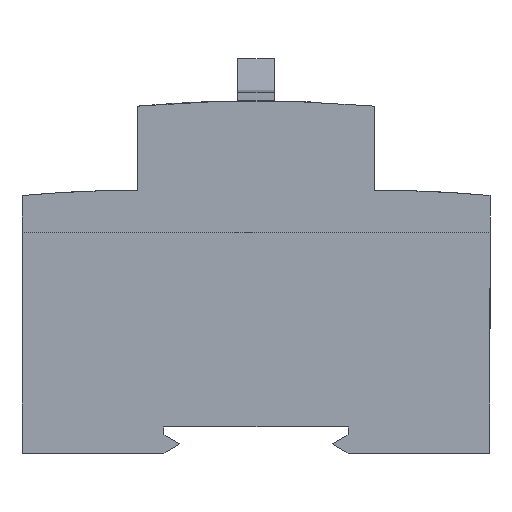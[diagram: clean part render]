
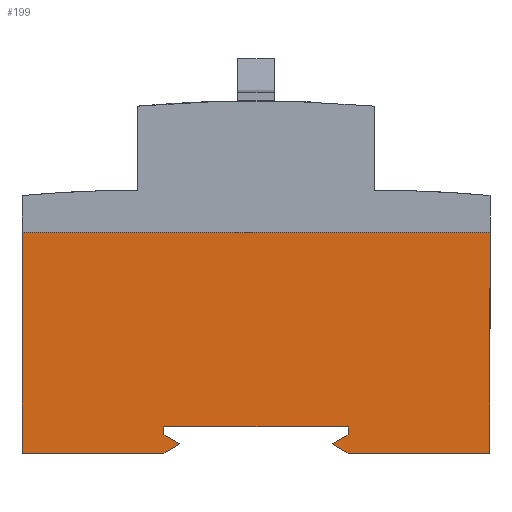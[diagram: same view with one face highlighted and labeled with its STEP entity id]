
A CAD part, left-side view. The second image highlights one B-rep face of the part: STEP entity #199.
In plain terms, the highlighted planar face has unit normal (-1, 0, 0).
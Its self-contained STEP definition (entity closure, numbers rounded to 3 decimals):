
#2 = VERTEX_POINT ( 'NONE', #1350 ) ;
#9 = VERTEX_POINT ( 'NONE', #1348 ) ;
#12 = EDGE_CURVE ( 'NONE', #9, #2, #1408, .T. ) ;
#115 = ORIENTED_EDGE ( 'NONE', *, *, #318, .F. ) ;
#143 = ORIENTED_EDGE ( 'NONE', *, *, #144, .T. ) ;
#144 = EDGE_CURVE ( 'NONE', #193, #2, #1845, .T. ) ;
#145 = ORIENTED_EDGE ( 'NONE', *, *, #12, .F. ) ;
#146 = ORIENTED_EDGE ( 'NONE', *, *, #147, .F. ) ;
#147 = EDGE_CURVE ( 'NONE', #148, #9, #1841, .T. ) ;
#148 = VERTEX_POINT ( 'NONE', #1901 ) ;
#149 = ORIENTED_EDGE ( 'NONE', *, *, #150, .F. ) ;
#150 = EDGE_CURVE ( 'NONE', #151, #148, #1900, .T. ) ;
#151 = VERTEX_POINT ( 'NONE', #1896 ) ;
#193 = VERTEX_POINT ( 'NONE', #1965 ) ;
#195 = EDGE_CURVE ( 'NONE', #196, #193, #1964, .T. ) ;
#196 = VERTEX_POINT ( 'NONE', #1960 ) ;
#199 = ADVANCED_FACE ( 'NONE', ( #2014 ), #1999, .T. ) ;
#200 = EDGE_LOOP ( 'NONE', ( #201, #143, #145, #146, #149, #115, #320, #306, #303, #298, #291, #315 ) ) ;
#201 = ORIENTED_EDGE ( 'NONE', *, *, #195, .T. ) ;
#290 = EDGE_CURVE ( 'NONE', #309, #299, #2349, .T. ) ;
#291 = ORIENTED_EDGE ( 'NONE', *, *, #314, .T. ) ;
#292 = VERTEX_POINT ( 'NONE', #2405 ) ;
#298 = ORIENTED_EDGE ( 'NONE', *, *, #290, .T. ) ;
#299 = VERTEX_POINT ( 'NONE', #2395 ) ;
#302 = VERTEX_POINT ( 'NONE', #2390 ) ;
#303 = ORIENTED_EDGE ( 'NONE', *, *, #308, .T. ) ;
#304 = EDGE_CURVE ( 'NONE', #305, #317, #2389, .T. ) ;
#305 = VERTEX_POINT ( 'NONE', #2385 ) ;
#306 = ORIENTED_EDGE ( 'NONE', *, *, #307, .F. ) ;
#307 = EDGE_CURVE ( 'NONE', #302, #305, #2384, .T. ) ;
#308 = EDGE_CURVE ( 'NONE', #302, #309, #2379, .T. ) ;
#309 = VERTEX_POINT ( 'NONE', #2438 ) ;
#313 = EDGE_CURVE ( 'NONE', #292, #196, #2436, .T. ) ;
#314 = EDGE_CURVE ( 'NONE', #299, #292, #2432, .T. ) ;
#315 = ORIENTED_EDGE ( 'NONE', *, *, #313, .T. ) ;
#317 = VERTEX_POINT ( 'NONE', #2428 ) ;
#318 = EDGE_CURVE ( 'NONE', #317, #151, #2427, .T. ) ;
#320 = ORIENTED_EDGE ( 'NONE', *, *, #304, .F. ) ;
#1348 = CARTESIAN_POINT ( 'NONE',  ( -22.5, 44.5, 0. ) ) ;
#1350 = CARTESIAN_POINT ( 'NONE',  ( -22.5, 44.5, 42. ) ) ;
#1405 = DIRECTION ( 'NONE',  ( 0., 0., 1. ) ) ;
#1406 = VECTOR ( 'NONE', #1405, 1000. ) ;
#1407 = CARTESIAN_POINT ( 'NONE',  ( -22.5, 44.5, 49. ) ) ;
#1408 = LINE ( 'NONE', #1407, #1406 ) ;
#1839 = VECTOR ( 'NONE', #1902, 1000. ) ;
#1840 = CARTESIAN_POINT ( 'NONE',  ( -22.5, 44.5, 0. ) ) ;
#1841 = LINE ( 'NONE', #1840, #1839 ) ;
#1842 = DIRECTION ( 'NONE',  ( 0., 1., 0. ) ) ;
#1843 = VECTOR ( 'NONE', #1842, 1000. ) ;
#1844 = CARTESIAN_POINT ( 'NONE',  ( -22.5, 0., 42. ) ) ;
#1845 = LINE ( 'NONE', #1844, #1843 ) ;
#1896 = CARTESIAN_POINT ( 'NONE',  ( -22.5, 14.503, 1.75 ) ) ;
#1897 = DIRECTION ( 'NONE',  ( 0., 0.864, -0.504 ) ) ;
#1898 = VECTOR ( 'NONE', #1897, 1000. ) ;
#1899 = CARTESIAN_POINT ( 'NONE',  ( -22.5, 17.5, 0. ) ) ;
#1900 = LINE ( 'NONE', #1899, #1898 ) ;
#1901 = CARTESIAN_POINT ( 'NONE',  ( -22.5, 17.5, 0. ) ) ;
#1902 = DIRECTION ( 'NONE',  ( 0., 1., 0. ) ) ;
#1960 = CARTESIAN_POINT ( 'NONE',  ( -22.5, -44.5, 0. ) ) ;
#1961 = DIRECTION ( 'NONE',  ( 0., 0., 1. ) ) ;
#1962 = VECTOR ( 'NONE', #1961, 1000. ) ;
#1963 = CARTESIAN_POINT ( 'NONE',  ( -22.5, -44.5, 49. ) ) ;
#1964 = LINE ( 'NONE', #1963, #1962 ) ;
#1965 = CARTESIAN_POINT ( 'NONE',  ( -22.5, -44.5, 42. ) ) ;
#1995 = DIRECTION ( 'NONE',  ( 0., 0., 1. ) ) ;
#1996 = DIRECTION ( 'NONE',  ( -1., 0., 0. ) ) ;
#1997 = CARTESIAN_POINT ( 'NONE',  ( -22.5, 0., -186.625 ) ) ;
#1998 = AXIS2_PLACEMENT_3D ( 'NONE', #1997, #1996, #1995 ) ;
#1999 = PLANE ( 'NONE',  #1998 ) ;
#2014 = FACE_OUTER_BOUND ( 'NONE', #200, .T. ) ;
#2349 = LINE ( 'NONE', #2408, #2407 ) ;
#2376 = DIRECTION ( 'NONE',  ( 0., 0., -1. ) ) ;
#2377 = VECTOR ( 'NONE', #2376, 1000. ) ;
#2378 = CARTESIAN_POINT ( 'NONE',  ( -22.5, -17.5, 3.5 ) ) ;
#2379 = LINE ( 'NONE', #2378, #2377 ) ;
#2381 = DIRECTION ( 'NONE',  ( 0., 1., 0. ) ) ;
#2382 = VECTOR ( 'NONE', #2381, 1000. ) ;
#2383 = CARTESIAN_POINT ( 'NONE',  ( -22.5, 17.5, 5. ) ) ;
#2384 = LINE ( 'NONE', #2383, #2382 ) ;
#2385 = CARTESIAN_POINT ( 'NONE',  ( -22.5, 17.5, 5. ) ) ;
#2386 = DIRECTION ( 'NONE',  ( 0., 0., -1. ) ) ;
#2387 = VECTOR ( 'NONE', #2386, 1000. ) ;
#2388 = CARTESIAN_POINT ( 'NONE',  ( -22.5, 17.5, 3.5 ) ) ;
#2389 = LINE ( 'NONE', #2388, #2387 ) ;
#2390 = CARTESIAN_POINT ( 'NONE',  ( -22.5, -17.5, 5. ) ) ;
#2395 = CARTESIAN_POINT ( 'NONE',  ( -22.5, -14.503, 1.75 ) ) ;
#2405 = CARTESIAN_POINT ( 'NONE',  ( -22.5, -17.5, 0. ) ) ;
#2406 = DIRECTION ( 'NONE',  ( 0., 0.864, -0.504 ) ) ;
#2407 = VECTOR ( 'NONE', #2406, 1000. ) ;
#2408 = CARTESIAN_POINT ( 'NONE',  ( -22.5, -14.503, 1.75 ) ) ;
#2424 = DIRECTION ( 'NONE',  ( 0., -0.864, -0.504 ) ) ;
#2425 = VECTOR ( 'NONE', #2424, 1000. ) ;
#2426 = CARTESIAN_POINT ( 'NONE',  ( -22.5, 14.503, 1.75 ) ) ;
#2427 = LINE ( 'NONE', #2426, #2425 ) ;
#2428 = CARTESIAN_POINT ( 'NONE',  ( -22.5, 17.5, 3.5 ) ) ;
#2429 = DIRECTION ( 'NONE',  ( 0., -0.864, -0.504 ) ) ;
#2430 = VECTOR ( 'NONE', #2429, 1000. ) ;
#2431 = CARTESIAN_POINT ( 'NONE',  ( -22.5, -17.5, 0. ) ) ;
#2432 = LINE ( 'NONE', #2431, #2430 ) ;
#2433 = DIRECTION ( 'NONE',  ( 0., -1., 0. ) ) ;
#2434 = VECTOR ( 'NONE', #2433, 1000. ) ;
#2435 = CARTESIAN_POINT ( 'NONE',  ( -22.5, -44.5, 0. ) ) ;
#2436 = LINE ( 'NONE', #2435, #2434 ) ;
#2438 = CARTESIAN_POINT ( 'NONE',  ( -22.5, -17.5, 3.5 ) ) ;
